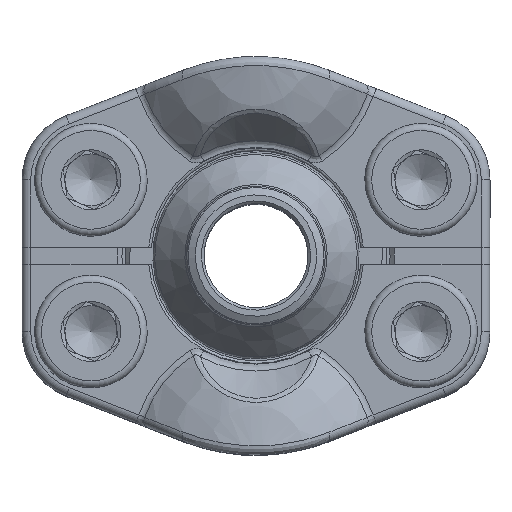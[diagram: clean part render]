
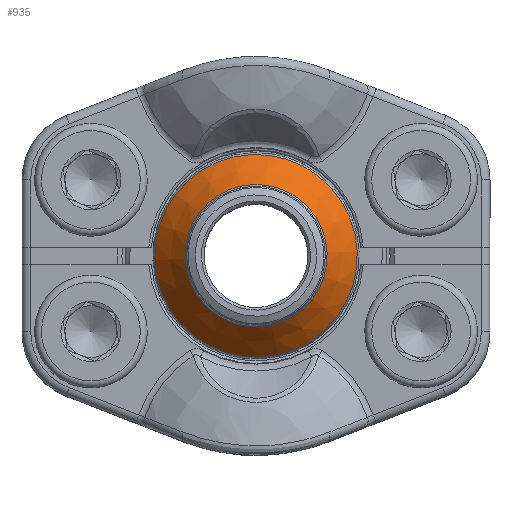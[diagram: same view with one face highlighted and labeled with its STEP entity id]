
A CAD part, top view. The second image highlights one B-rep face of the part: STEP entity #935.
In plain terms, the highlighted conical face has half-angle 37.954 degrees and reference radius 11.9 mm.
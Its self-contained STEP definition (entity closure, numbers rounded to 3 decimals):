
#527=CONICAL_SURFACE('',#3696,11.9,37.954);
#606=FACE_BOUND('',#1366,.T.);
#607=FACE_BOUND('',#1367,.T.);
#935=ADVANCED_FACE('',(#606,#607),#527,.T.);
#1366=EDGE_LOOP('',(#2038));
#1367=EDGE_LOOP('',(#2039));
#2038=ORIENTED_EDGE('',*,*,#3034,.T.);
#2039=ORIENTED_EDGE('',*,*,#3035,.T.);
#2714=VERTEX_POINT('',#5622);
#2715=VERTEX_POINT('',#5624);
#3034=EDGE_CURVE('',#2714,#2714,#3398,.T.);
#3035=EDGE_CURVE('',#2715,#2715,#3399,.T.);
#3398=CIRCLE('',#3694,8.211);
#3399=CIRCLE('',#3695,11.689);
#3694=AXIS2_PLACEMENT_3D('',#5621,#4317,#4318);
#3695=AXIS2_PLACEMENT_3D('',#5623,#4319,#4320);
#3696=AXIS2_PLACEMENT_3D('',#5625,#4321,#4322);
#4317=DIRECTION('',(-1.,0.,0.));
#4318=DIRECTION('',(0.,0.,1.));
#4319=DIRECTION('',(1.,0.,0.));
#4320=DIRECTION('',(0.,0.,-1.));
#4321=DIRECTION('',(-1.,0.,0.));
#4322=DIRECTION('',(0.,0.,1.));
#5621=CARTESIAN_POINT('',(18.729,0.,0.));
#5622=CARTESIAN_POINT('',(18.729,0.,8.211));
#5623=CARTESIAN_POINT('',(14.271,0.,0.));
#5624=CARTESIAN_POINT('',(14.271,0.,-11.689));
#5625=CARTESIAN_POINT('',(14.,0.,0.));
